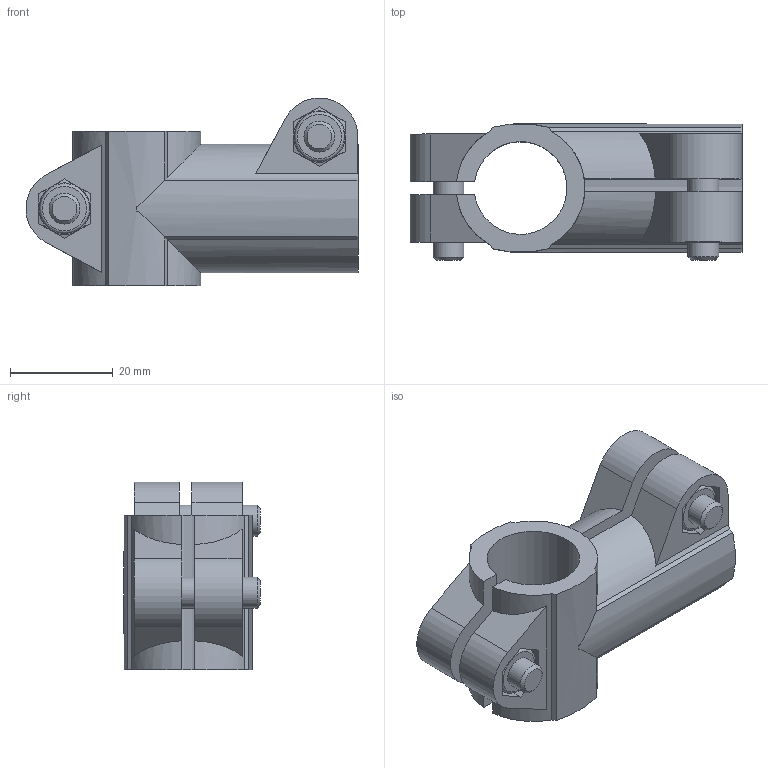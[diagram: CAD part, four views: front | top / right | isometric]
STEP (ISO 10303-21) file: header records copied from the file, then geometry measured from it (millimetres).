
FILE_DESCRIPTION( ( 'STEP AP214' ), '1' );
FILE_NAME( 'K0475.1818.stp', '2020-12-08T09:32:42', ( '' ), ( '' ), ' ', 'PARTsolutions', ' ' );
FILE_SCHEMA( ( 'AUTOMOTIVE_DESIGN { 1 0 10303 214 1 1 1 1 }' ) );
Length unit declared in the file: millimetre
Products named in the file (1): _K0475.1818
Bounding box: 64.47 x 26.5 x 36.47 mm (x, y, z)
Volume: 20438.6 mm3; surface area: 12538.3 mm2
Topology: 1 solids, 13 shells, 178 faces, 404 edges, 266 vertices
Faces by surface type: plane 118, cylinder 30, cone 26, torus 4
Full cylindrical faces by diameter (mm): 6 x4, 6.4 x4, 9.6 x2, 9.9 x2
Entity records: 6430 total; most frequent: CARTESIAN_POINT 1117, DIRECTION 779, ORIENTED_EDGE 760, EDGE_CURVE 380, AXIS2_PLACEMENT_3D 277, VERTEX_POINT 260, LINE 225, VECTOR 225
